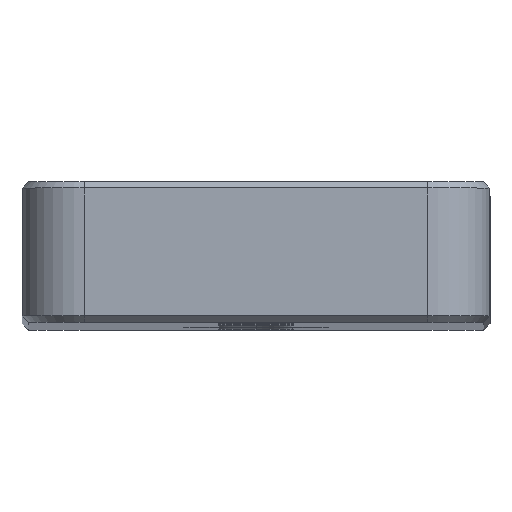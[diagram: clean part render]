
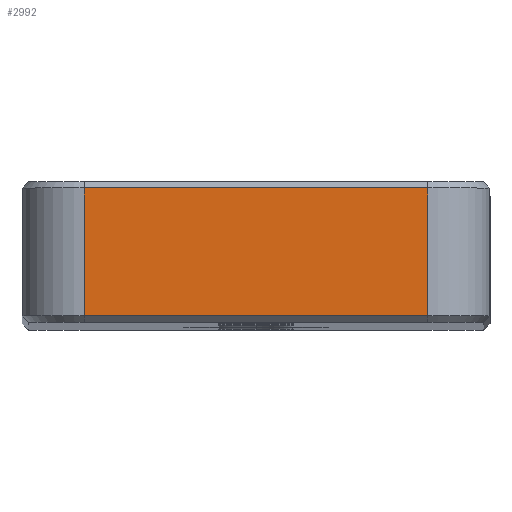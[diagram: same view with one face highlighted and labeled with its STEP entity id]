
A CAD part, top view. The second image highlights one B-rep face of the part: STEP entity #2992.
In plain terms, the highlighted planar face has unit normal (0, 0, 1).
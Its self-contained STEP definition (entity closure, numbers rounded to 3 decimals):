
#107 = PLANE ( 'NONE',  #845 ) ;
#245 = CARTESIAN_POINT ( 'NONE',  ( -5.5, 4.3, 75. ) ) ;
#400 = VERTEX_POINT ( 'NONE', #915 ) ;
#466 = VERTEX_POINT ( 'NONE', #245 ) ;
#494 = CARTESIAN_POINT ( 'NONE',  ( 5.5, 0.2, 75. ) ) ;
#565 = DIRECTION ( 'NONE',  ( 0., 0., -1. ) ) ;
#735 = DIRECTION ( 'NONE',  ( 1., 0., 0. ) ) ;
#845 = AXIS2_PLACEMENT_3D ( 'NONE', #1987, #565, #1504 ) ;
#874 = EDGE_CURVE ( 'NONE', #3028, #400, #1758, .T. ) ;
#886 = CARTESIAN_POINT ( 'NONE',  ( -7.5, 4.3, 75. ) ) ;
#915 = CARTESIAN_POINT ( 'NONE',  ( 5.5, 4.3, 75. ) ) ;
#1060 = EDGE_LOOP ( 'NONE', ( #2398, #2783, #2501, #2258 ) ) ;
#1093 = CARTESIAN_POINT ( 'NONE',  ( -5.5, 4.5, 75. ) ) ;
#1344 = VERTEX_POINT ( 'NONE', #1847 ) ;
#1385 = DIRECTION ( 'NONE',  ( 0., 1., 0. ) ) ;
#1504 = DIRECTION ( 'NONE',  ( -1., 0., 0. ) ) ;
#1562 = VECTOR ( 'NONE', #735, 1000. ) ;
#1618 = VECTOR ( 'NONE', #2749, 1000. ) ;
#1720 = CARTESIAN_POINT ( 'NONE',  ( 5.5, 0.2, 75. ) ) ;
#1758 = LINE ( 'NONE', #2336, #2754 ) ;
#1782 = EDGE_CURVE ( 'NONE', #400, #466, #2648, .T. ) ;
#1809 = EDGE_CURVE ( 'NONE', #466, #1344, #2229, .T. ) ;
#1847 = CARTESIAN_POINT ( 'NONE',  ( -5.5, 0.2, 75. ) ) ;
#1987 = CARTESIAN_POINT ( 'NONE',  ( -7.5, 4.5, 75. ) ) ;
#2001 = VECTOR ( 'NONE', #2278, 1000. ) ;
#2027 = LINE ( 'NONE', #494, #1562 ) ;
#2158 = EDGE_CURVE ( 'NONE', #1344, #3028, #2027, .T. ) ;
#2229 = LINE ( 'NONE', #1093, #2001 ) ;
#2258 = ORIENTED_EDGE ( 'NONE', *, *, #1782, .T. ) ;
#2278 = DIRECTION ( 'NONE',  ( 0., -1., 0. ) ) ;
#2336 = CARTESIAN_POINT ( 'NONE',  ( 5.5, 4.5, 75. ) ) ;
#2398 = ORIENTED_EDGE ( 'NONE', *, *, #1809, .T. ) ;
#2501 = ORIENTED_EDGE ( 'NONE', *, *, #874, .T. ) ;
#2648 = LINE ( 'NONE', #886, #1618 ) ;
#2749 = DIRECTION ( 'NONE',  ( -1., 0., 0. ) ) ;
#2754 = VECTOR ( 'NONE', #1385, 1000. ) ;
#2760 = FACE_OUTER_BOUND ( 'NONE', #1060, .T. ) ;
#2783 = ORIENTED_EDGE ( 'NONE', *, *, #2158, .T. ) ;
#2992 = ADVANCED_FACE ( 'NONE', ( #2760 ), #107, .F. ) ;
#3028 = VERTEX_POINT ( 'NONE', #1720 ) ;
